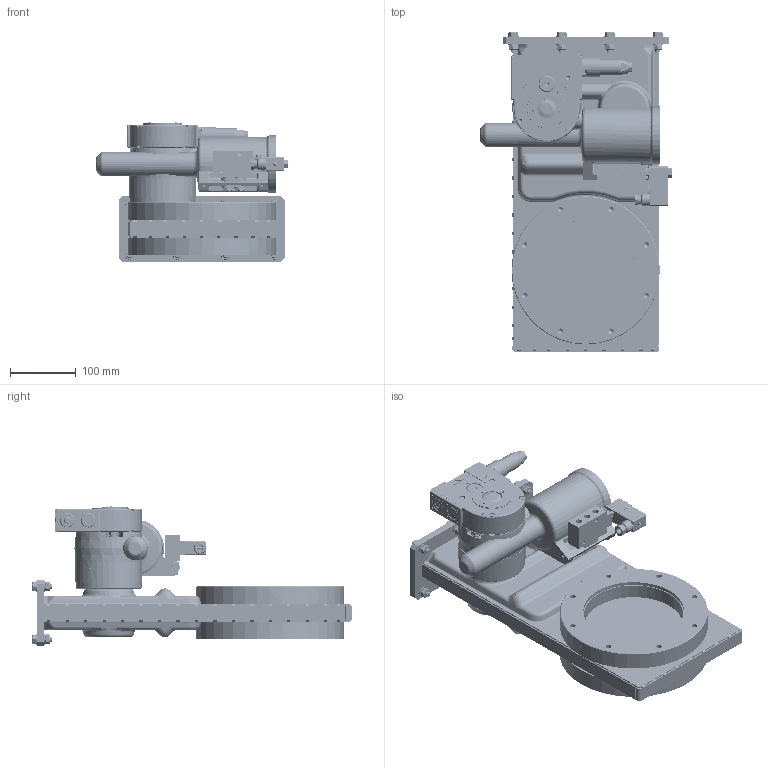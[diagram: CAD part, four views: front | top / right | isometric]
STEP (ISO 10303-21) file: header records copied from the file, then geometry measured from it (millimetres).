
FILE_DESCRIPTION(/* description */ (''),/* implementation_level */ '2;1');
FILE_NAME(/* name */ '1248541631_203.stp',/* time_stamp */ '2023-09-08T08:56:05+02:00',/* author */ (''),/* organization */ (''),/* preprocessor_version */ 'ST-DEVELOPER v19.3',/* originating_system */ 'SIEMENS PLM Software NX2212.6000',/* authorisation */ '');
FILE_SCHEMA (('AP203_CONFIGURATION_CONTROLLED_3D_DESIGN_OF_MECHANICAL_PARTS_AND_ASSEMBLIES_MIM_LF { 1 0 10303 403 2 1 2}'));
Products named in the file (43): 378604_39597ID; 378604_39594ID; 382382; 90390-01.1; 45736-02.1; 378634; 1009931; 467863; 467864; 46917-01.2; 47101-01.1; 47101-01.1_39574ID; 60539-01.1; N-8504-102.3; 60538-01.1; 60532-01.3; N-6289-133.2; N-6029-112.1; 60538-01_2.1; n-8504-002; N-6016-123.1; N-6029-102.1; N-7501-501_1.2; n-7016-010; N-7501-501_2.2; N-7015-015.2; N-5062-002.1; n-6131-414; 77780-01.2; 47031-01.4; 87183-01.2; N-6160-411.1; 77782-01.2; N-5021-515.1; N-5021-497.1; 43316-02.1; N-6053-412.2; n-8501-300_MODELNX-ARRAGMNTArrangement 1; 378806; 378824 ...
Assembly tree (168 placements, depth 5):
  213943.10
    N-6053-412.2  x8
    43316-02.1
    N-5021-497.1  x8
    N-5021-515.1  x2
    77782-01.2
    N-6160-411.1  x2
    87183-01.2
    47124-R1.2
      47101-01.1_39574ID
      47101-01.1
      46917-01.2
      378627
        378634
        45736-02.1  x2
        90390-01.1
        378824
          378604_39594ID
        378806
          378604_39597ID
        382382  x86
    47031-01.4
    77780-01.2
    n-6131-414  x16
    N-5062-002.1  x2
    N-7015-015.2  x2
    N-7501-501_2.2
    n-7016-010  x2
    N-7501-501_1.2
    N-6029-102.1  x2
    N-6016-123.1  x4
    n-8504-002
    60538-01_2.1
    N-6029-112.1  x2
    N-6289-133.2
    60532-01.3  x2
    60538-01.1
    N-8504-102.3
    60539-01.1
    n-8501-300_MODELNX-ARRAGMNTArrangement 1
      467864
      467863
      1009931
Bounding box: 290.8 x 483.9 x 211.95 mm (x, y, z)
Volume: 3515577.9 mm3; surface area: 1183828.9 mm2
Topology: 198 solids, 198 shells, 3785 faces, 8582 edges, 5382 vertices
Faces by surface type: plane 1927, cylinder 972, bspline 430, cone 265, torus 113, sphere 53, extrusion 25
Full cylindrical faces by diameter (mm): 1.3 x2, 1.5 x7, 1.66 x7, 1.8 x7, 2 x24, 2.2 x2, 2.25 x20, 2.45 x20, 2.5 x1, 2.55 x4, 2.657 x1, 2.8 x8, 2.9 x2, 3 x13, 3.025 x8, 3.07 x12, 3.2 x8, 3.251 x1, 3.26 x4, 3.28 x8, 3.3 x4, 3.6 x2, 3.85 x4, 4 x10, 4.2 x2, 4.4 x2, 4.5 x1, 4.55 x8, 4.9 x1, 5 x4
Entity records: 86992 total; most frequent: CARTESIAN_POINT 23948, DIRECTION 11634, ORIENTED_EDGE 10796, EDGE_CURVE 5398, AXIS2_PLACEMENT_3D 4676, VERTEX_POINT 3680, EDGE_LOOP 3403, ADVANCED_FACE 2530
